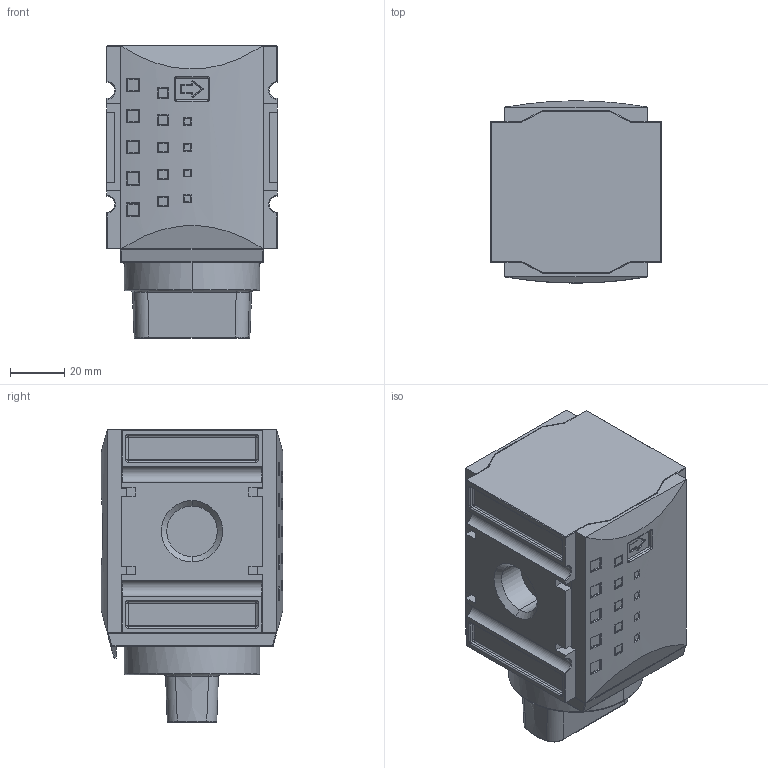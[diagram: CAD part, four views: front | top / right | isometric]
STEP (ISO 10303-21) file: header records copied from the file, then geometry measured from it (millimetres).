
FILE_DESCRIPTION(/* description */ ('VariCAD 2016-1.04 AP-214'),/* implementation_level */ '2;1');
FILE_NAME(/* name */ 'k_12_f.stp',/* time_stamp */ '2016-06-16T09:36:30+02:00',/* author */ (''),/* organization */ (''),/* preprocessor_version */ 'ST-DEVELOPER v14',/* originating_system */ 'VariCAD 2016-1.04; kernel version (20130303)',/* authorisation */ '');
FILE_SCHEMA (('AUTOMOTIVE_DESIGN'));
Length unit declared in the file: millimetre
Products named in the file (2): k_12_f; K 12 F
Assembly tree (1 placements, depth 2):
  k_12_f
    K 12 F
Bounding box: 63 x 67.13 x 108 mm (x, y, z)
Volume: 292916.8 mm3; surface area: 54400.9 mm2
Topology: 1 solids, 2 shells, 1045 faces, 2519 edges, 1419 vertices
Faces by surface type: plane 400, cylinder 366, torus 136, sphere 69, bspline 58, cone 16
Entity records: 40853 total; most frequent: CARTESIAN_POINT 17768, ORIENTED_EDGE 4908, DIRECTION 4579, EDGE_CURVE 2454, AXIS2_PLACEMENT_3D 1611, VERTEX_POINT 1419, LINE 1357, VECTOR 1357
